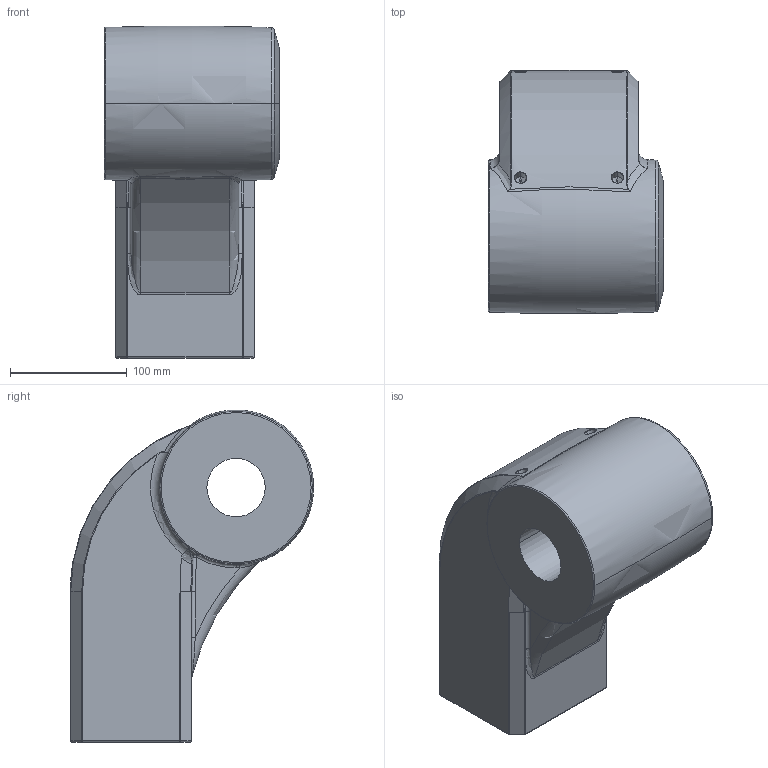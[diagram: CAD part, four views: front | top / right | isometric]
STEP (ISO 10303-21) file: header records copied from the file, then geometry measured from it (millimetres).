
FILE_DESCRIPTION (( 'STEP AP203' ), '1' );
FILE_NAME ('3rd Axis Arm_Default_sldprt.STEP', '2022-06-04T20:59:31', ( '' ), ( '' ), 'SwSTEP 2.0', 'SolidWorks 2020', '' );
FILE_SCHEMA (( 'CONFIG_CONTROL_DESIGN' ));
Length unit declared in the file: millimetre
Products named in the file (1): 3rd Axis Arm_Default_sldprt
Bounding box: 150 x 208.46 x 284.49 mm (x, y, z)
Volume: 4471694.9 mm3; surface area: 202839.5 mm2
Topology: 1 solids, 1 shells, 147 faces, 342 edges, 184 vertices
Faces by surface type: cylinder 41, cone 28, bspline 26, torus 22, plane 18, sphere 12
Entity records: 6011 total; most frequent: CARTESIAN_POINT 2900, ORIENTED_EDGE 644, DIRECTION 627, EDGE_CURVE 322, AXIS2_PLACEMENT_3D 266, VERTEX_POINT 184, EDGE_LOOP 156, FACE_OUTER_BOUND 147
